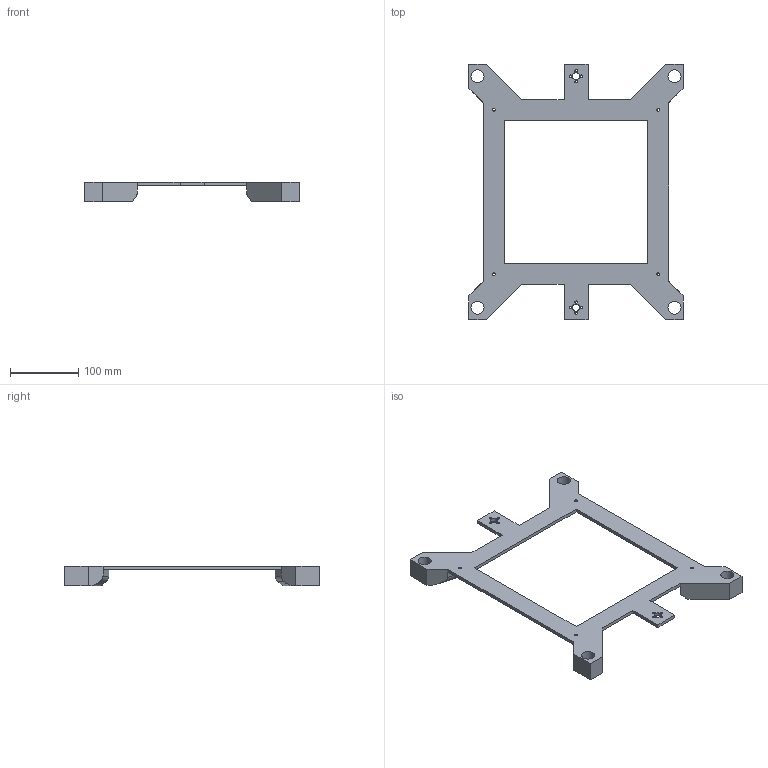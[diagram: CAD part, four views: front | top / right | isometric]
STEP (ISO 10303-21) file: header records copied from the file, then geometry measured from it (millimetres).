
FILE_DESCRIPTION(/* description */ ('','CAx-IF Rec.Pracs.---Representation and Presentation of Product Manufacturing Information (PMI)---4.0---2014-10-13'),/* implementation_level */ '2;1');
FILE_NAME(/* name */ 'Heatbed support.step',/* time_stamp */ '2025-08-05T01:52:01+05:30',/* author */ (''),/* organization */ (''),/* preprocessor_version */ 'ST-DEVELOPER v20',/* originating_system */ 'Autodesk Translation Framework v13.20.0.188',/* authorisation */ '');
FILE_SCHEMA (('AP242_MANAGED_MODEL_BASED_3D_ENGINEERING_MIM_LF { 1 0 10303 442 1 1 4 }'));
Length unit declared in the file: millimetre
Products named in the file (1): Heatbed support
Bounding box: 312.7 x 373.1 x 29 mm (x, y, z)
Volume: 445811.9 mm3; surface area: 121670.4 mm2
Topology: 1 solids, 1 shells, 88 faces, 238 edges, 152 vertices
Faces by surface type: plane 54, cylinder 34
Full cylindrical faces by diameter (mm): 3.5 x4, 3.6 x4, 4 x4, 10.5 x2, 19 x4
Entity records: 2851 total; most frequent: CARTESIAN_POINT 479, ORIENTED_EDGE 476, DIRECTION 476, EDGE_CURVE 238, LINE 178, VECTOR 178, VERTEX_POINT 152, AXIS2_PLACEMENT_3D 149
